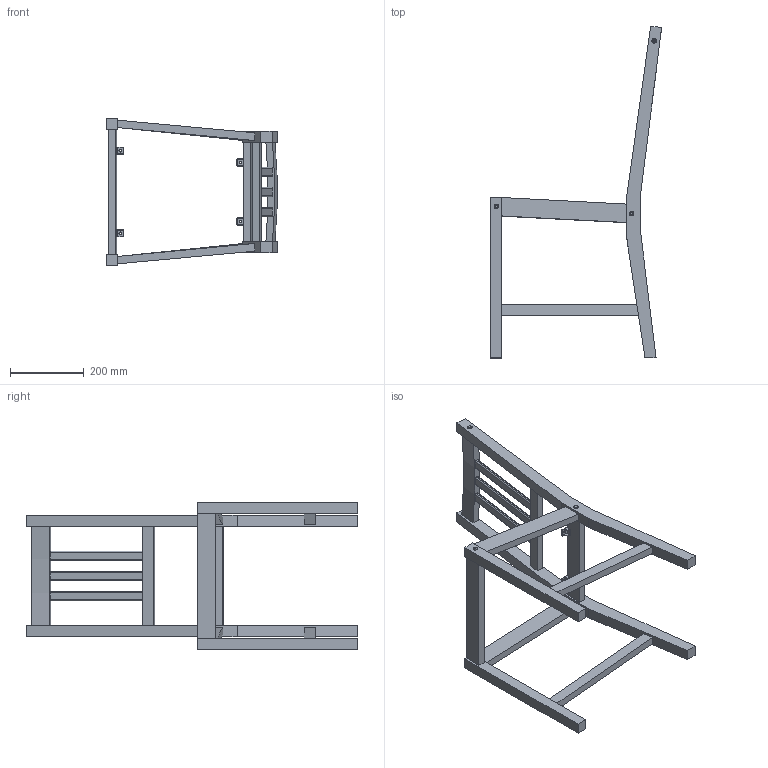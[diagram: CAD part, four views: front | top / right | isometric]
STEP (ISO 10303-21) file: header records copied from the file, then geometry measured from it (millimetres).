
FILE_DESCRIPTION (( 'STEP AP203' ), '1' );
FILE_NAME ('12page_scene_5.STEP', '2020-04-02T07:26:50', ( '' ), ( '' ), 'SwSTEP 2.0', 'SolidWorks 2014', '' );
FILE_SCHEMA (( 'CONFIG_CONTROL_DESIGN' ));
Length unit declared in the file: millimetre
Products named in the file (8): chair pin(14ea); chair part4; chair braket(4ea); chair part3; 12page_scene_5; chair part2; 渠蘆 犒餌chair part5; chair part5
Assembly tree (23 placements, depth 2):
  12page_scene_5
    渠蘆 犒餌chair part5
    chair pin(14ea)  x14
    chair part3
    chair braket(4ea)  x4
    chair part2
    chair part4
    chair part5
Bounding box: 464.67 x 900.57 x 400 mm (x, y, z)
Volume: 4976588.7 mm3; surface area: 746826.1 mm2
Topology: 23 solids, 23 shells, 502 faces, 1154 edges, 724 vertices
Faces by surface type: plane 208, cylinder 190, cone 88, bspline 8, sphere 8
Entity records: 9985 total; most frequent: DIRECTION 1637, CARTESIAN_POINT 1498, ORIENTED_EDGE 1386, EDGE_CURVE 693, AXIS2_PLACEMENT_3D 621, VERTEX_POINT 450, VECTOR 395, LINE 395
